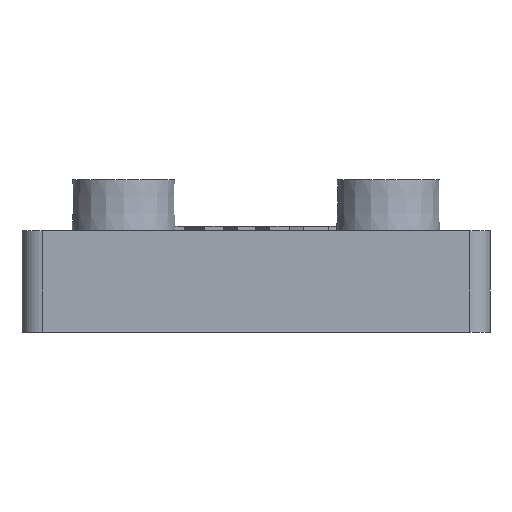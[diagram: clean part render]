
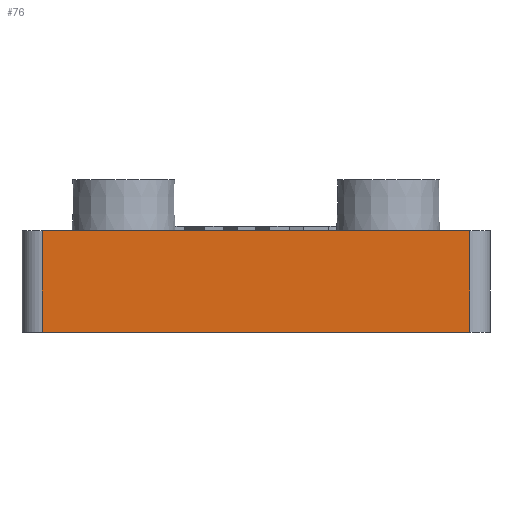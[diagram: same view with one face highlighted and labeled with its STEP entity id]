
A CAD part, front view. The second image highlights one B-rep face of the part: STEP entity #76.
In plain terms, the highlighted planar face has unit normal (0, -1, 0).
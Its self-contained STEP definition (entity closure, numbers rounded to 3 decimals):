
#76 = ADVANCED_FACE( '', ( #255 ), #256, .F. );
#255 = FACE_OUTER_BOUND( '', #601, .T. );
#256 = PLANE( '', #602 );
#601 = EDGE_LOOP( '', ( #1035, #1036, #1037, #1038 ) );
#602 = AXIS2_PLACEMENT_3D( '', #1039, #1040, #1041 );
#1035 = ORIENTED_EDGE( '', *, *, #2312, .F. );
#1036 = ORIENTED_EDGE( '', *, *, #2313, .T. );
#1037 = ORIENTED_EDGE( '', *, *, #2314, .T. );
#1038 = ORIENTED_EDGE( '', *, *, #2306, .F. );
#1039 = CARTESIAN_POINT( '', ( 22.5, -12.5, 0. ) );
#1040 = DIRECTION( '', ( 0., 1., 0. ) );
#1041 = DIRECTION( '', ( 1., 0., 0. ) );
#2306 = EDGE_CURVE( '', #2803, #2805, #2806, .T. );
#2312 = EDGE_CURVE( '', #2816, #2803, #2817, .T. );
#2313 = EDGE_CURVE( '', #2816, #2818, #2819, .T. );
#2314 = EDGE_CURVE( '', #2818, #2805, #2820, .T. );
#2803 = VERTEX_POINT( '', #3568 );
#2805 = VERTEX_POINT( '', #3570 );
#2806 = LINE( '', #3571, #3572 );
#2816 = VERTEX_POINT( '', #3584 );
#2817 = LINE( '', #3585, #3586 );
#2818 = VERTEX_POINT( '', #3587 );
#2819 = LINE( '', #3588, #3589 );
#2820 = LINE( '', #3590, #3591 );
#3568 = CARTESIAN_POINT( '', ( 10.5, -12.5, 0. ) );
#3570 = CARTESIAN_POINT( '', ( -10.5, -12.5, 0. ) );
#3571 = CARTESIAN_POINT( '', ( 22.5, -12.5, 0. ) );
#3572 = VECTOR( '', #4428, 1000. );
#3584 = CARTESIAN_POINT( '', ( 10.5, -12.5, 5. ) );
#3585 = CARTESIAN_POINT( '', ( 10.5, -12.5, 55.085 ) );
#3586 = VECTOR( '', #4440, 1000. );
#3587 = CARTESIAN_POINT( '', ( -10.5, -12.5, 5. ) );
#3588 = CARTESIAN_POINT( '', ( 22.5, -12.5, 5. ) );
#3589 = VECTOR( '', #4441, 1000. );
#3590 = CARTESIAN_POINT( '', ( -10.5, -12.5, 66.846 ) );
#3591 = VECTOR( '', #4442, 1000. );
#4428 = DIRECTION( '', ( -1., 0., 0. ) );
#4440 = DIRECTION( '', ( 0., 0., -1. ) );
#4441 = DIRECTION( '', ( -1., 0., 0. ) );
#4442 = DIRECTION( '', ( 0., 0., -1. ) );
